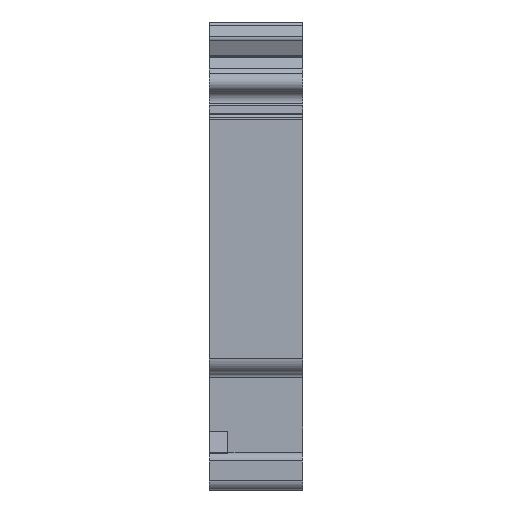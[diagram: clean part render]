
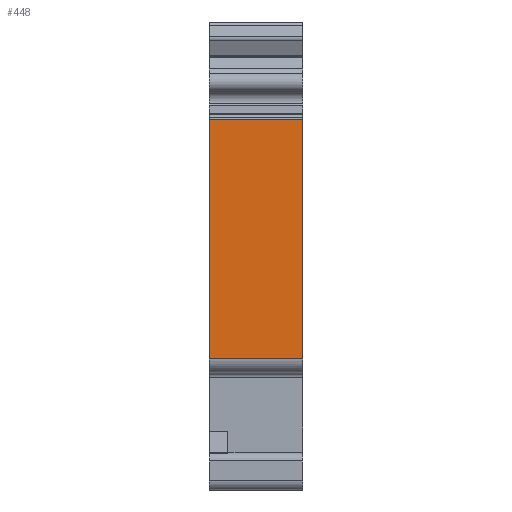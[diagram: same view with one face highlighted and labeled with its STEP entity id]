
A CAD part, left-side view. The second image highlights one B-rep face of the part: STEP entity #448.
In plain terms, the highlighted planar face has unit normal (-1, 0, 0).
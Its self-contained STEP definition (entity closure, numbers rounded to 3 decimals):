
#448 = ADVANCED_FACE( '', ( #944 ), #945, .T. );
#944 = FACE_OUTER_BOUND( '', #1488, .T. );
#945 = PLANE( '', #1489 );
#1488 = EDGE_LOOP( '', ( #2798, #2799, #2800, #2801 ) );
#1489 = AXIS2_PLACEMENT_3D( '', #2802, #2803, #2804 );
#2798 = ORIENTED_EDGE( '', *, *, #3925, .F. );
#2799 = ORIENTED_EDGE( '', *, *, #3926, .F. );
#2800 = ORIENTED_EDGE( '', *, *, #3741, .T. );
#2801 = ORIENTED_EDGE( '', *, *, #3463, .T. );
#2802 = CARTESIAN_POINT( '', ( -37.5, 10., 14.603 ) );
#2803 = DIRECTION( '', ( -1., 0., 0. ) );
#2804 = DIRECTION( '', ( 0., 0., 1. ) );
#3463 = EDGE_CURVE( '', #4225, #4222, #4226, .T. );
#3741 = EDGE_CURVE( '', #4681, #4225, #4682, .T. );
#3925 = EDGE_CURVE( '', #4925, #4222, #4926, .T. );
#3926 = EDGE_CURVE( '', #4681, #4925, #4927, .T. );
#4222 = VERTEX_POINT( '', #5309 );
#4225 = VERTEX_POINT( '', #5312 );
#4226 = LINE( '', #5313, #5314 );
#4681 = VERTEX_POINT( '', #5926 );
#4682 = LINE( '', #5927, #5928 );
#4925 = VERTEX_POINT( '', #6250 );
#4926 = LINE( '', #6251, #6252 );
#4927 = LINE( '', #6253, #6254 );
#5309 = CARTESIAN_POINT( '', ( -37.5, 0., -11. ) );
#5312 = CARTESIAN_POINT( '', ( -37.5, 10., -11. ) );
#5313 = CARTESIAN_POINT( '', ( -37.5, 10., -11. ) );
#5314 = VECTOR( '', #6523, 1000. );
#5926 = CARTESIAN_POINT( '', ( -37.5, 10., 14.603 ) );
#5927 = CARTESIAN_POINT( '', ( -37.5, 10., 14.603 ) );
#5928 = VECTOR( '', #6864, 1000. );
#6250 = CARTESIAN_POINT( '', ( -37.5, 0., 14.603 ) );
#6251 = CARTESIAN_POINT( '', ( -37.5, 0., 14.603 ) );
#6252 = VECTOR( '', #7115, 1000. );
#6253 = CARTESIAN_POINT( '', ( -37.5, 10., 14.603 ) );
#6254 = VECTOR( '', #7116, 1000. );
#6523 = DIRECTION( '', ( 0., -1., 0. ) );
#6864 = DIRECTION( '', ( 0., 0., -1. ) );
#7115 = DIRECTION( '', ( 0., 0., -1. ) );
#7116 = DIRECTION( '', ( 0., -1., 0. ) );
